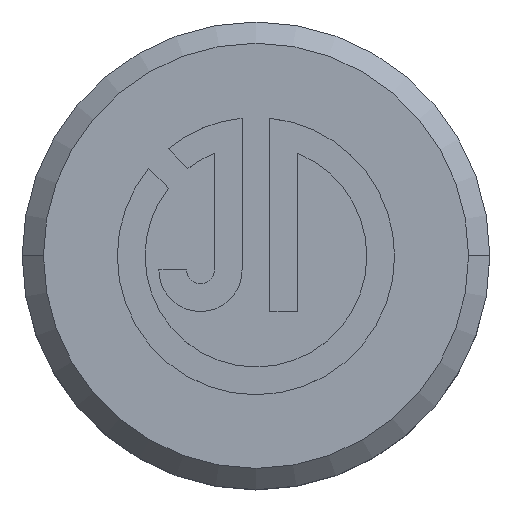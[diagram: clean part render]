
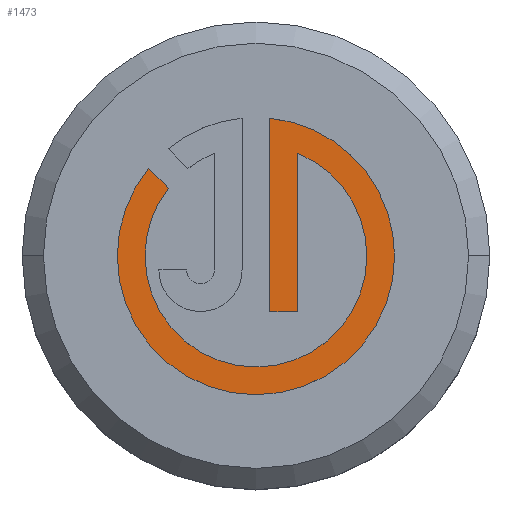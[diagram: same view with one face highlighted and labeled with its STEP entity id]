
A CAD part, top view. The second image highlights one B-rep face of the part: STEP entity #1473.
In plain terms, the highlighted planar face has unit normal (0, 0, 1).
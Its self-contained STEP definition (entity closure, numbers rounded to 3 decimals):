
#47 = CARTESIAN_POINT ( 'NONE',  ( -0.001, -0.006, 79.9 ) ) ;
#82 = DIRECTION ( 'NONE',  ( 0., 1., 0. ) ) ;
#87 = EDGE_CURVE ( 'NONE', #1395, #638, #1139, .T. ) ;
#112 = CARTESIAN_POINT ( 'NONE',  ( 0.977, 2.412, 79.9 ) ) ;
#128 = EDGE_CURVE ( 'NONE', #1011, #1129, #866, .T. ) ;
#137 = EDGE_CURVE ( 'NONE', #1129, #220, #1146, .T. ) ;
#141 = ORIENTED_EDGE ( 'NONE', *, *, #255, .T. ) ;
#149 = EDGE_CURVE ( 'NONE', #220, #461, #527, .T. ) ;
#158 = EDGE_CURVE ( 'NONE', #385, #363, #1100, .T. ) ;
#165 = DIRECTION ( 'NONE',  ( -1., 0., 0. ) ) ;
#167 = EDGE_CURVE ( 'NONE', #363, #1395, #497, .T. ) ;
#168 = DIRECTION ( 'NONE',  ( 1., 0., 0. ) ) ;
#169 = EDGE_CURVE ( 'NONE', #638, #1383, #1068, .T. ) ;
#211 = CARTESIAN_POINT ( 'NONE',  ( -2.062, 1.593, 79.9 ) ) ;
#215 = CIRCLE ( 'NONE', #838, 2.608 ) ;
#220 = VERTEX_POINT ( 'NONE', #886 ) ;
#242 = CARTESIAN_POINT ( 'NONE',  ( 0.325, -1.31, 79.9 ) ) ;
#243 = DIRECTION ( 'NONE',  ( 0., 0., 1. ) ) ;
#255 = EDGE_CURVE ( 'NONE', #810, #385, #922, .T. ) ;
#257 = PLANE ( 'NONE',  #407 ) ;
#262 = DIRECTION ( 'NONE',  ( 0., 0., 1. ) ) ;
#297 = DIRECTION ( 'NONE',  ( 0., 0., -1. ) ) ;
#313 = DIRECTION ( 'NONE',  ( -1., 0., 0. ) ) ;
#319 = DIRECTION ( 'NONE',  ( 0., 0., -1. ) ) ;
#323 = CARTESIAN_POINT ( 'NONE',  ( -0.001, -0.006, 79.9 ) ) ;
#331 = ORIENTED_EDGE ( 'NONE', *, *, #137, .T. ) ;
#353 = AXIS2_PLACEMENT_3D ( 'NONE', #786, #1278, #1451 ) ;
#363 = VERTEX_POINT ( 'NONE', #211 ) ;
#368 = CARTESIAN_POINT ( 'NONE',  ( 0., 0., 79.9 ) ) ;
#385 = VERTEX_POINT ( 'NONE', #1024 ) ;
#393 = ORIENTED_EDGE ( 'NONE', *, *, #128, .T. ) ;
#407 = AXIS2_PLACEMENT_3D ( 'NONE', #368, #262, #1067 ) ;
#426 = CARTESIAN_POINT ( 'NONE',  ( 0.977, 0., 79.9 ) ) ;
#461 = VERTEX_POINT ( 'NONE', #112 ) ;
#486 = AXIS2_PLACEMENT_3D ( 'NONE', #323, #319, #313 ) ;
#497 = LINE ( 'NONE', #862, #757 ) ;
#511 = AXIS2_PLACEMENT_3D ( 'NONE', #530, #297, #165 ) ;
#527 = LINE ( 'NONE', #426, #1181 ) ;
#530 = CARTESIAN_POINT ( 'NONE',  ( -0.001, -0.006, 79.9 ) ) ;
#534 = ORIENTED_EDGE ( 'NONE', *, *, #572, .T. ) ;
#542 = DIRECTION ( 'NONE',  ( 1., 0., 0. ) ) ;
#568 = VECTOR ( 'NONE', #882, 1000. ) ;
#572 = EDGE_CURVE ( 'NONE', #461, #810, #215, .T. ) ;
#579 = CARTESIAN_POINT ( 'NONE',  ( 0.325, 3.238, 79.9 ) ) ;
#605 = CARTESIAN_POINT ( 'NONE',  ( -0.001, -0.006, 79.9 ) ) ;
#638 = VERTEX_POINT ( 'NONE', #837 ) ;
#656 = FACE_OUTER_BOUND ( 'NONE', #986, .T. ) ;
#700 = ORIENTED_EDGE ( 'NONE', *, *, #1371, .T. ) ;
#704 = CARTESIAN_POINT ( 'NONE',  ( -0.001, -0.006, 79.9 ) ) ;
#719 = DIRECTION ( 'NONE',  ( -1., 0., 0. ) ) ;
#740 = AXIS2_PLACEMENT_3D ( 'NONE', #704, #243, #1242 ) ;
#751 = CARTESIAN_POINT ( 'NONE',  ( -2.526, 2.057, 79.9 ) ) ;
#757 = VECTOR ( 'NONE', #1322, 1000. ) ;
#786 = CARTESIAN_POINT ( 'NONE',  ( -0.001, -0.006, 79.9 ) ) ;
#792 = CARTESIAN_POINT ( 'NONE',  ( 0., -1.31, 79.9 ) ) ;
#810 = VERTEX_POINT ( 'NONE', #1465 ) ;
#833 = VECTOR ( 'NONE', #542, 1000. ) ;
#837 = CARTESIAN_POINT ( 'NONE',  ( -3.262, -0.006, 79.9 ) ) ;
#838 = AXIS2_PLACEMENT_3D ( 'NONE', #605, #1404, #719 ) ;
#862 = CARTESIAN_POINT ( 'NONE',  ( -2.062, 1.593, 79.9 ) ) ;
#864 = DIRECTION ( 'NONE',  ( 0., 0., 1. ) ) ;
#866 = LINE ( 'NONE', #1241, #568 ) ;
#882 = DIRECTION ( 'NONE',  ( 0., -1., 0. ) ) ;
#886 = CARTESIAN_POINT ( 'NONE',  ( 0.977, -1.31, 79.9 ) ) ;
#902 = AXIS2_PLACEMENT_3D ( 'NONE', #47, #864, #168 ) ;
#922 = CIRCLE ( 'NONE', #486, 2.608 ) ;
#972 = ORIENTED_EDGE ( 'NONE', *, *, #87, .T. ) ;
#983 = ORIENTED_EDGE ( 'NONE', *, *, #149, .T. ) ;
#986 = EDGE_LOOP ( 'NONE', ( #534, #141, #1161, #1387, #972, #997, #700, #393, #331, #983 ) ) ;
#997 = ORIENTED_EDGE ( 'NONE', *, *, #169, .T. ) ;
#1011 = VERTEX_POINT ( 'NONE', #579 ) ;
#1024 = CARTESIAN_POINT ( 'NONE',  ( -2.61, -0.006, 79.9 ) ) ;
#1067 = DIRECTION ( 'NONE',  ( 1., 0., 0. ) ) ;
#1068 = CIRCLE ( 'NONE', #740, 3.261 ) ;
#1100 = CIRCLE ( 'NONE', #511, 2.608 ) ;
#1129 = VERTEX_POINT ( 'NONE', #242 ) ;
#1139 = CIRCLE ( 'NONE', #353, 3.261 ) ;
#1146 = LINE ( 'NONE', #792, #833 ) ;
#1161 = ORIENTED_EDGE ( 'NONE', *, *, #158, .T. ) ;
#1181 = VECTOR ( 'NONE', #82, 1000. ) ;
#1217 = CARTESIAN_POINT ( 'NONE',  ( 3.259, -0.006, 79.9 ) ) ;
#1241 = CARTESIAN_POINT ( 'NONE',  ( 0.325, 0., 79.9 ) ) ;
#1242 = DIRECTION ( 'NONE',  ( 1., 0., 0. ) ) ;
#1278 = DIRECTION ( 'NONE',  ( 0., 0., 1. ) ) ;
#1279 = CIRCLE ( 'NONE', #902, 3.261 ) ;
#1322 = DIRECTION ( 'NONE',  ( -0.707, 0.707, 0. ) ) ;
#1371 = EDGE_CURVE ( 'NONE', #1383, #1011, #1279, .T. ) ;
#1383 = VERTEX_POINT ( 'NONE', #1217 ) ;
#1387 = ORIENTED_EDGE ( 'NONE', *, *, #167, .T. ) ;
#1395 = VERTEX_POINT ( 'NONE', #751 ) ;
#1404 = DIRECTION ( 'NONE',  ( 0., 0., -1. ) ) ;
#1451 = DIRECTION ( 'NONE',  ( 1., 0., 0. ) ) ;
#1465 = CARTESIAN_POINT ( 'NONE',  ( 2.607, -0.006, 79.9 ) ) ;
#1473 = ADVANCED_FACE ( 'NONE', ( #656 ), #257, .T. ) ;
